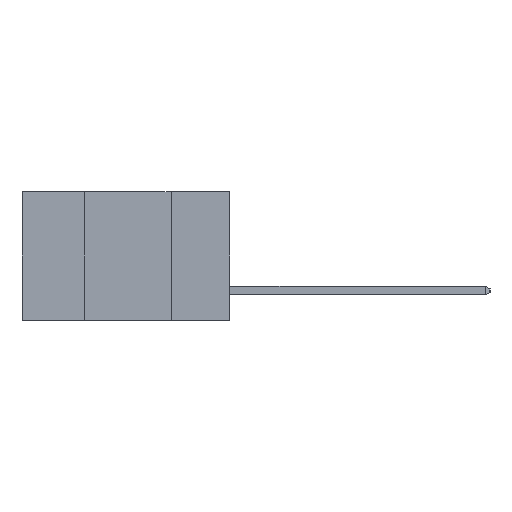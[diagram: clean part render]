
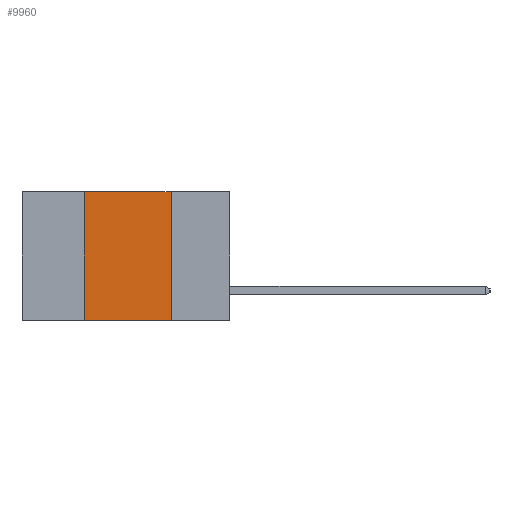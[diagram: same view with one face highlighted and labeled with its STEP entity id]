
A CAD part, left-side view. The second image highlights one B-rep face of the part: STEP entity #9960.
In plain terms, the highlighted planar face has unit normal (-1, 0, 0).
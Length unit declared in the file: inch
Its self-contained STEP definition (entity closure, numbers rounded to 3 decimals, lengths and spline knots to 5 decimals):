
#253 = ORIENTED_EDGE ( 'NONE', *, *, #7965, .T. ) ;
#443 = CARTESIAN_POINT ( 'NONE',  ( 0., 0.17, 0. ) ) ;
#715 = DIRECTION ( 'NONE',  ( 0., -1., 0. ) ) ;
#741 = AXIS2_PLACEMENT_3D ( 'NONE', #1855, #9101, #2893 ) ;
#748 = CARTESIAN_POINT ( 'NONE',  ( 0., 0.6, -0.37 ) ) ;
#1486 = VERTEX_POINT ( 'NONE', #9007 ) ;
#1855 = CARTESIAN_POINT ( 'NONE',  ( 0., 0.6, 0. ) ) ;
#2368 = ORIENTED_EDGE ( 'NONE', *, *, #9526, .F. ) ;
#2438 = CARTESIAN_POINT ( 'NONE',  ( 0., 0.6, 0. ) ) ;
#2441 = DIRECTION ( 'NONE',  ( 0., -1., 0. ) ) ;
#2700 = ORIENTED_EDGE ( 'NONE', *, *, #12747, .F. ) ;
#2893 = DIRECTION ( 'NONE',  ( 0., 0., -1. ) ) ;
#3033 = CARTESIAN_POINT ( 'NONE',  ( 0., 0.17, -0.37 ) ) ;
#4090 = LINE ( 'NONE', #2438, #11971 ) ;
#4772 = VECTOR ( 'NONE', #6339, 39.37008 ) ;
#4939 = CARTESIAN_POINT ( 'NONE',  ( 0., 0.42, -0.37 ) ) ;
#5662 = VECTOR ( 'NONE', #715, 39.37008 ) ;
#5950 = VERTEX_POINT ( 'NONE', #13098 ) ;
#5990 = LINE ( 'NONE', #748, #5662 ) ;
#6339 = DIRECTION ( 'NONE',  ( 0., 0., -1. ) ) ;
#6941 = VECTOR ( 'NONE', #9082, 39.37008 ) ;
#7351 = EDGE_LOOP ( 'NONE', ( #2368, #7894, #2700, #253 ) ) ;
#7591 = LINE ( 'NONE', #4939, #6941 ) ;
#7598 = VERTEX_POINT ( 'NONE', #3033 ) ;
#7697 = EDGE_CURVE ( 'NONE', #5950, #8014, #4090, .T. ) ;
#7894 = ORIENTED_EDGE ( 'NONE', *, *, #7697, .F. ) ;
#7965 = EDGE_CURVE ( 'NONE', #1486, #7598, #5990, .T. ) ;
#8014 = VERTEX_POINT ( 'NONE', #443 ) ;
#9007 = CARTESIAN_POINT ( 'NONE',  ( 0., 0.42, -0.37 ) ) ;
#9082 = DIRECTION ( 'NONE',  ( 0., 0., 1. ) ) ;
#9101 = DIRECTION ( 'NONE',  ( 1., 0., 0. ) ) ;
#9526 = EDGE_CURVE ( 'NONE', #8014, #7598, #12651, .T. ) ;
#9960 = ADVANCED_FACE ( 'NONE', ( #12637 ), #12138, .F. ) ;
#11971 = VECTOR ( 'NONE', #2441, 39.37008 ) ;
#12138 = PLANE ( 'NONE',  #741 ) ;
#12495 = CARTESIAN_POINT ( 'NONE',  ( 0., 0.17, -0.37 ) ) ;
#12637 = FACE_OUTER_BOUND ( 'NONE', #7351, .T. ) ;
#12651 = LINE ( 'NONE', #12495, #4772 ) ;
#12747 = EDGE_CURVE ( 'NONE', #1486, #5950, #7591, .T. ) ;
#13098 = CARTESIAN_POINT ( 'NONE',  ( 0., 0.42, 0. ) ) ;
